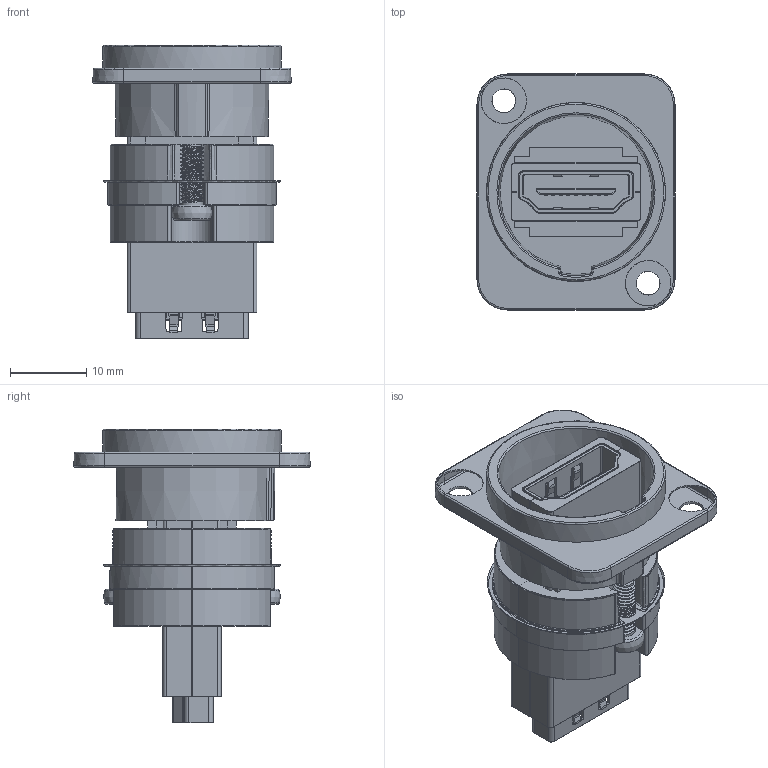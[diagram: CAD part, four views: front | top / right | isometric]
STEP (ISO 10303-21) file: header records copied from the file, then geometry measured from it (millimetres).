
FILE_DESCRIPTION(/* description */ (''),/* implementation_level */ '2;1');
FILE_NAME(/* name */ 'CP30116 HDMI-HDMI tim2.stp',/* time_stamp */ '2025-04-02T14:26:53+01:00',/* author */ ('tottley'),/* organization */ (''),/* preprocessor_version */ 'ST-DEVELOPER v20',/* originating_system */ 'Autodesk Inventor 2025',/* authorisation */ '');
FILE_SCHEMA (('AUTOMOTIVE_DESIGN { 1 0 10303 214 3 1 1 }'));
Products named in the file (1): CP30116 HDMI-HDMI tim
Bounding box: 26.06 x 31.06 x 38.59 mm (x, y, z)
Volume: 7130.7 mm3; surface area: 11798.9 mm2
Topology: 47 solids, 47 shells, 2163 faces, 5290 edges, 3220 vertices
Faces by surface type: cylinder 828, plane 821, torus 318, sphere 94, bspline 84, cone 18
Full cylindrical faces by diameter (mm): 1.5 x4, 2.5 x18, 2.9 x18, 3.1 x2, 6 x2
Entity records: 94576 total; most frequent: CARTESIAN_POINT 40716, DIRECTION 11269, ORIENTED_EDGE 10576, EDGE_CURVE 5288, AXIS2_PLACEMENT_3D 4143, VERTEX_POINT 3220, LINE 2983, VECTOR 2983
